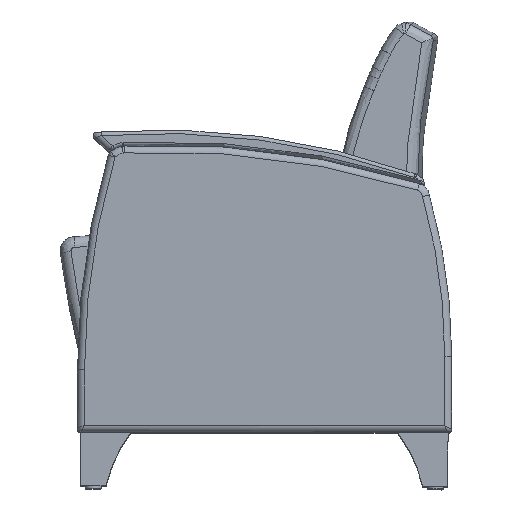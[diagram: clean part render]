
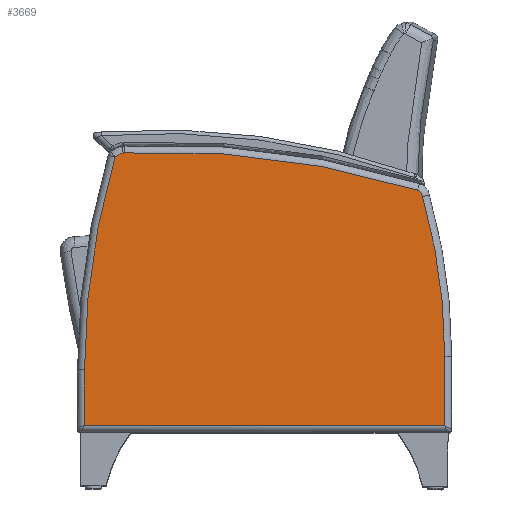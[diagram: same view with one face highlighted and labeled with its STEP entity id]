
A CAD part, top view. The second image highlights one B-rep face of the part: STEP entity #3669.
In plain terms, the highlighted planar face has unit normal (0, 0, 1).
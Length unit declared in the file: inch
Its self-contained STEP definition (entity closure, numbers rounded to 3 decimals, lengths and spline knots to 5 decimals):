
#298=PLANE('',#4019);
#366=LINE('',#5804,#488);
#367=LINE('',#5821,#489);
#369=LINE('',#5863,#491);
#488=VECTOR('',#4510,0.3937);
#489=VECTOR('',#4519,0.3937);
#491=VECTOR('',#4555,0.3937);
#671=FACE_OUTER_BOUND('',#931,.T.);
#931=EDGE_LOOP('',(#2495,#2496,#2497,#2498,#2499,#2500,#2501,#2502,#2503,
#2504));
#1228=CIRCLE('',#3985,0.01);
#1232=CIRCLE('',#3991,53.60447);
#1235=CIRCLE('',#3996,1.37874);
#1238=CIRCLE('',#4000,0.51);
#1241=CIRCLE('',#4004,59.51);
#1243=CIRCLE('',#4007,0.51);
#1245=CIRCLE('',#4011,40.34554);
#1494=VERTEX_POINT('',#5635);
#1503=VERTEX_POINT('',#5747);
#1506=VERTEX_POINT('',#5776);
#1507=VERTEX_POINT('',#5777);
#1511=VERTEX_POINT('',#5808);
#1512=VERTEX_POINT('',#5824);
#1514=VERTEX_POINT('',#5830);
#1516=VERTEX_POINT('',#5836);
#1519=VERTEX_POINT('',#5844);
#1520=VERTEX_POINT('',#5861);
#1860=EDGE_CURVE('',#1506,#1507,#1228,.T.);
#1864=EDGE_CURVE('',#1494,#1503,#366,.T.);
#1867=EDGE_CURVE('',#1511,#1506,#1232,.T.);
#1868=EDGE_CURVE('',#1503,#1511,#367,.T.);
#1872=EDGE_CURVE('',#1507,#1512,#1235,.T.);
#1875=EDGE_CURVE('',#1512,#1514,#1238,.T.);
#1878=EDGE_CURVE('',#1514,#1516,#1241,.T.);
#1880=EDGE_CURVE('',#1516,#1519,#1243,.T.);
#1883=EDGE_CURVE('',#1520,#1494,#369,.T.);
#1884=EDGE_CURVE('',#1519,#1520,#1245,.T.);
#2495=ORIENTED_EDGE('',*,*,#1864,.F.);
#2496=ORIENTED_EDGE('',*,*,#1883,.F.);
#2497=ORIENTED_EDGE('',*,*,#1884,.F.);
#2498=ORIENTED_EDGE('',*,*,#1880,.F.);
#2499=ORIENTED_EDGE('',*,*,#1878,.F.);
#2500=ORIENTED_EDGE('',*,*,#1875,.F.);
#2501=ORIENTED_EDGE('',*,*,#1872,.F.);
#2502=ORIENTED_EDGE('',*,*,#1860,.F.);
#2503=ORIENTED_EDGE('',*,*,#1867,.F.);
#2504=ORIENTED_EDGE('',*,*,#1868,.F.);
#3669=ADVANCED_FACE('',(#671),#298,.T.);
#3985=AXIS2_PLACEMENT_3D('',#5778,#4502,#4503);
#3991=AXIS2_PLACEMENT_3D('',#5819,#4515,#4516);
#3996=AXIS2_PLACEMENT_3D('',#5828,#4527,#4528);
#4000=AXIS2_PLACEMENT_3D('',#5834,#4535,#4536);
#4004=AXIS2_PLACEMENT_3D('',#5840,#4543,#4544);
#4007=AXIS2_PLACEMENT_3D('',#5845,#4549,#4550);
#4011=AXIS2_PLACEMENT_3D('',#5865,#4558,#4559);
#4019=AXIS2_PLACEMENT_3D('',#5879,#4577,#4578);
#4502=DIRECTION('center_axis',(0.,0.,-1.));
#4503=DIRECTION('ref_axis',(-0.844,0.537,0.));
#4510=DIRECTION('',(-1.,0.,0.));
#4515=DIRECTION('center_axis',(0.,0.,-1.));
#4516=DIRECTION('ref_axis',(-0.99,0.14,0.));
#4519=DIRECTION('',(0.,1.,0.));
#4527=DIRECTION('center_axis',(0.,0.,-1.));
#4528=DIRECTION('ref_axis',(-0.425,0.905,0.));
#4535=DIRECTION('center_axis',(0.,0.,-1.));
#4536=DIRECTION('ref_axis',(-0.128,0.992,0.));
#4543=DIRECTION('center_axis',(0.,0.,-1.));
#4544=DIRECTION('ref_axis',(0.124,0.992,0.));
#4549=DIRECTION('center_axis',(0.,0.,-1.));
#4550=DIRECTION('ref_axis',(0.761,0.649,0.));
#4555=DIRECTION('',(0.,-1.,0.));
#4558=DIRECTION('center_axis',(0.,0.,-1.));
#4559=DIRECTION('ref_axis',(0.99,0.139,0.));
#4577=DIRECTION('center_axis',(0.,0.,1.));
#4578=DIRECTION('ref_axis',(1.,0.,0.));
#5635=CARTESIAN_POINT('',(10.90024,1.87751,2.75));
#5747=CARTESIAN_POINT('',(-14.26196,1.87751,2.75));
#5776=CARTESIAN_POINT('',(-12.1622,20.60571,2.75));
#5777=CARTESIAN_POINT('',(-12.15843,20.61408,2.75));
#5778=CARTESIAN_POINT('Origin',(-12.15221,20.60625,2.75));
#5804=CARTESIAN_POINT('',(5.3351,1.87751,2.75));
#5808=CARTESIAN_POINT('',(-14.26196,5.72415,2.75));
#5819=CARTESIAN_POINT('Origin',(39.34251,5.74957,2.75));
#5821=CARTESIAN_POINT('',(-14.26196,5.41302,2.75));
#5824=CARTESIAN_POINT('',(-11.58595,20.88307,2.75));
#5828=CARTESIAN_POINT('Origin',(-11.3015,19.534,2.75));
#5830=CARTESIAN_POINT('',(-11.50601,20.89342,2.75));
#5834=CARTESIAN_POINT('Origin',(-11.48073,20.38404,2.75));
#5836=CARTESIAN_POINT('',(8.96825,18.32805,2.75));
#5840=CARTESIAN_POINT('Origin',(-8.55543,-38.54339,2.75));
#5844=CARTESIAN_POINT('',(9.32631,17.88314,2.75));
#5845=CARTESIAN_POINT('Origin',(8.81808,17.84066,2.75));
#5861=CARTESIAN_POINT('',(10.90024,6.72403,2.75));
#5863=CARTESIAN_POINT('',(10.90024,8.58129,2.75));
#5865=CARTESIAN_POINT('Origin',(-29.4453,6.72403,2.75));
#5879=CARTESIAN_POINT('Origin',(-1.61059,10.43854,2.75));
